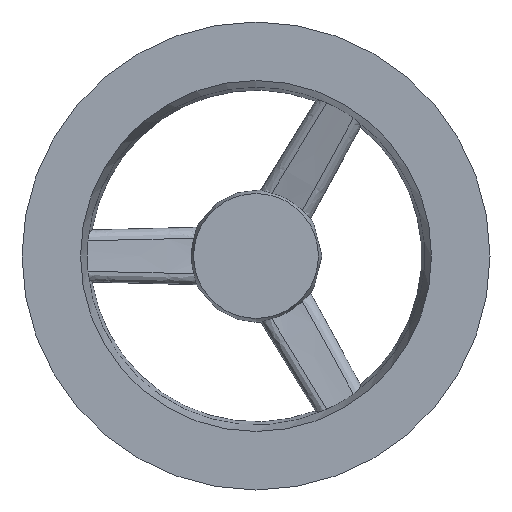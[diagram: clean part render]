
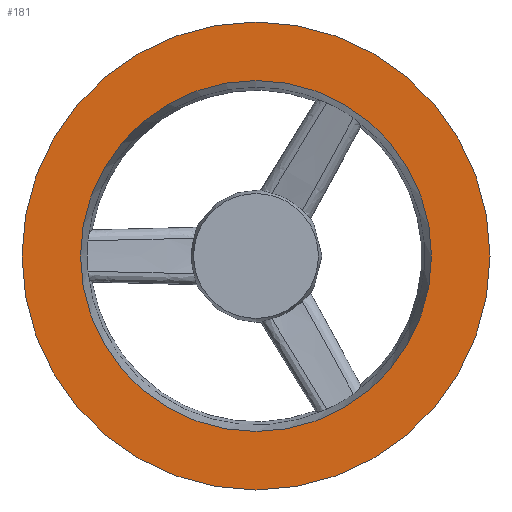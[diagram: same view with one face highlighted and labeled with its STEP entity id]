
A CAD part, left-side view. The second image highlights one B-rep face of the part: STEP entity #181.
In plain terms, the highlighted planar face has unit normal (-1, 0, 0).
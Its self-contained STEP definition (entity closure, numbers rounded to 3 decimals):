
#113=PLANE('',#791);
#144=FACE_OUTER_BOUND('',#316,.T.);
#181=ADVANCED_FACE('',(#144,#291),#113,.T.);
#291=FACE_BOUND('',#317,.T.);
#316=EDGE_LOOP('',(#409));
#317=EDGE_LOOP('',(#410));
#409=ORIENTED_EDGE('',*,*,#672,.T.);
#410=ORIENTED_EDGE('',*,*,#668,.F.);
#593=VERTEX_POINT('',#1163);
#594=VERTEX_POINT('',#1169);
#668=EDGE_CURVE('',#593,#593,#746,.T.);
#672=EDGE_CURVE('',#594,#594,#750,.T.);
#746=CIRCLE('',#785,67.5);
#750=CIRCLE('',#790,90.);
#785=AXIS2_PLACEMENT_3D('',#1162,#867,#868);
#790=AXIS2_PLACEMENT_3D('',#1168,#877,#878);
#791=AXIS2_PLACEMENT_3D('',#1170,#879,#880);
#867=DIRECTION('',(-1.,0.,0.));
#868=DIRECTION('',(0.,0.,1.));
#877=DIRECTION('',(-1.,0.,0.));
#878=DIRECTION('',(0.,0.,1.));
#879=DIRECTION('',(-1.,0.,0.));
#880=DIRECTION('',(0.,0.,1.));
#1162=CARTESIAN_POINT('',(284.5,150.5,0.));
#1163=CARTESIAN_POINT('',(284.5,150.5,67.5));
#1168=CARTESIAN_POINT('',(284.5,150.5,0.));
#1169=CARTESIAN_POINT('',(284.5,150.5,90.));
#1170=CARTESIAN_POINT('',(284.5,83.,0.));
